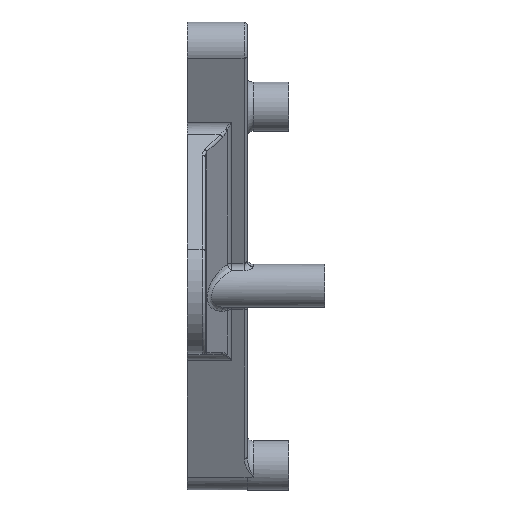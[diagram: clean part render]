
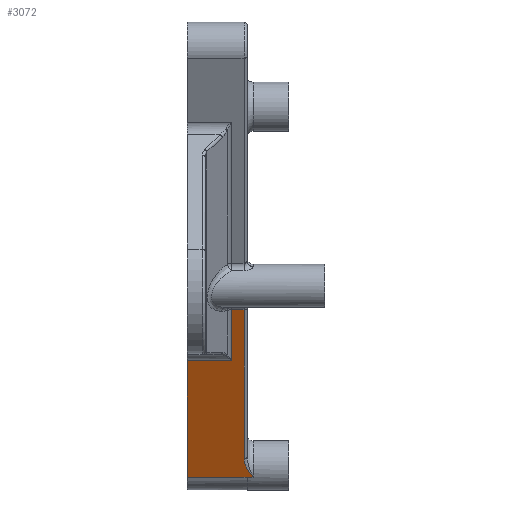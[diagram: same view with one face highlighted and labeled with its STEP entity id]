
A CAD part, top view. The second image highlights one B-rep face of the part: STEP entity #3072.
In plain terms, the highlighted planar face has unit normal (0, -0.484, 0.875).
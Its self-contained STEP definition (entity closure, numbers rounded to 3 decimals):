
#230=CARTESIAN_POINT('Vertex',(91.,-31.985,-71.413)) ;
#233=CARTESIAN_POINT('Line Origine',(85.5,-31.985,-71.413)) ;
#237=CARTESIAN_POINT('Vertex',(81.,-31.985,-71.413)) ;
#936=CARTESIAN_POINT('Vertex',(92.,-31.985,-71.413)) ;
#939=CARTESIAN_POINT('Line Origine',(95.11,-31.985,-71.413)) ;
#2048=CARTESIAN_POINT('Line Origine',(81.,-22.258,-66.031)) ;
#2052=CARTESIAN_POINT('Vertex',(81.,-12.532,-60.649)) ;
#2818=CARTESIAN_POINT('Vertex',(90.5,-28.824,-69.664)) ;
#2822=CARTESIAN_POINT('Control Point',(90.5,-28.824,-69.664)) ;
#2823=CARTESIAN_POINT('Control Point',(90.5,-28.856,-69.681)) ;
#2824=CARTESIAN_POINT('Control Point',(90.501,-28.888,-69.699)) ;
#2825=CARTESIAN_POINT('Control Point',(90.502,-28.92,-69.717)) ;
#2826=CARTESIAN_POINT('Control Point',(90.508,-29.05,-69.788)) ;
#2827=CARTESIAN_POINT('Control Point',(90.523,-29.177,-69.859)) ;
#2828=CARTESIAN_POINT('Control Point',(90.539,-29.272,-69.912)) ;
#2829=CARTESIAN_POINT('Control Point',(90.577,-29.459,-70.015)) ;
#2830=CARTESIAN_POINT('Control Point',(90.629,-29.64,-70.115)) ;
#2831=CARTESIAN_POINT('Control Point',(90.657,-29.729,-70.164)) ;
#2832=CARTESIAN_POINT('Control Point',(90.798,-30.124,-70.383)) ;
#2833=CARTESIAN_POINT('Control Point',(90.982,-30.489,-70.585)) ;
#2834=CARTESIAN_POINT('Control Point',(91.14,-30.757,-70.733)) ;
#2835=CARTESIAN_POINT('Control Point',(91.386,-31.135,-70.943)) ;
#2836=CARTESIAN_POINT('Control Point',(91.643,-31.498,-71.143)) ;
#2837=CARTESIAN_POINT('Control Point',(91.727,-31.614,-71.207)) ;
#2838=CARTESIAN_POINT('Control Point',(91.83,-31.755,-71.285)) ;
#2839=CARTESIAN_POINT('Control Point',(91.933,-31.895,-71.363)) ;
#2840=CARTESIAN_POINT('Control Point',(91.952,-31.92,-71.377)) ;
#2841=CARTESIAN_POINT('Control Point',(91.973,-31.948,-71.392)) ;
#2842=CARTESIAN_POINT('Control Point',(91.994,-31.976,-71.408)) ;
#2843=CARTESIAN_POINT('Control Point',(91.996,-31.979,-71.409)) ;
#2844=CARTESIAN_POINT('Control Point',(91.998,-31.982,-71.411)) ;
#2845=CARTESIAN_POINT('Control Point',(92.,-31.985,-71.413)) ;
#2926=CARTESIAN_POINT('Axis2P3D Location',(91.,38.015,-32.683)) ;
#3036=CARTESIAN_POINT('Line Origine',(89.457,-3.994,-55.926)) ;
#3040=CARTESIAN_POINT('Vertex',(88.414,-3.994,-55.926)) ;
#3042=CARTESIAN_POINT('Vertex',(90.5,-3.994,-55.926)) ;
#3045=CARTESIAN_POINT('Line Origine',(88.414,-8.263,-58.288)) ;
#3049=CARTESIAN_POINT('Vertex',(88.414,-12.532,-60.649)) ;
#3052=CARTESIAN_POINT('Line Origine',(84.707,-12.532,-60.649)) ;
#3057=CARTESIAN_POINT('Line Origine',(90.5,-16.409,-62.795)) ;
#234=DIRECTION('Vector Direction',(-1.,0.,0.)) ;
#940=DIRECTION('Vector Direction',(1.,0.,0.)) ;
#2049=DIRECTION('Vector Direction',(0.,-0.875,-0.484)) ;
#2927=DIRECTION('Axis2P3D Direction',(0.,0.484,-0.875)) ;
#2928=DIRECTION('Axis2P3D XDirection',(0.,-0.875,-0.484)) ;
#3037=DIRECTION('Vector Direction',(1.,0.,0.)) ;
#3046=DIRECTION('Vector Direction',(0.,-0.875,-0.484)) ;
#3053=DIRECTION('Vector Direction',(1.,0.,0.)) ;
#3058=DIRECTION('Vector Direction',(0.,-0.875,-0.484)) ;
#2929=AXIS2_PLACEMENT_3D('Plane Axis2P3D',#2926,#2927,#2928) ;
#3063=ORIENTED_EDGE('',*,*,#3044,.F.) ;
#3064=ORIENTED_EDGE('',*,*,#3051,.T.) ;
#3065=ORIENTED_EDGE('',*,*,#3056,.F.) ;
#3066=ORIENTED_EDGE('',*,*,#2054,.F.) ;
#3067=ORIENTED_EDGE('',*,*,#239,.F.) ;
#3068=ORIENTED_EDGE('',*,*,#943,.F.) ;
#3069=ORIENTED_EDGE('',*,*,#2846,.T.) ;
#3070=ORIENTED_EDGE('',*,*,#3061,.T.) ;
#235=VECTOR('Line Direction',#234,1.) ;
#941=VECTOR('Line Direction',#940,1.) ;
#2050=VECTOR('Line Direction',#2049,1.) ;
#3038=VECTOR('Line Direction',#3037,1.) ;
#3047=VECTOR('Line Direction',#3046,1.) ;
#3054=VECTOR('Line Direction',#3053,1.) ;
#3059=VECTOR('Line Direction',#3058,1.) ;
#3072=ADVANCED_FACE('Main holder 1',(#3071),#2930,.F.) ;
#2821=B_SPLINE_CURVE_WITH_KNOTS('',5,(#2822,#2823,#2824,#2825,#2826,#2827,#2828,#2829,#2830,#2831,#2832,#2833,#2834,#2835,#2836,#2837,#2838,#2839,#2840,#2841,#2842,#2843,#2844,#2845),.UNSPECIFIED.,.F.,.U.,(6,3,3,3,3,3,3,6),(4.837,5.078,5.818,6.558,9.164,10.41,10.684,10.715),.UNSPECIFIED.) ;
#239=EDGE_CURVE('',#231,#238,#236,.T.) ;
#943=EDGE_CURVE('',#937,#231,#942,.F.) ;
#2054=EDGE_CURVE('',#238,#2053,#2051,.F.) ;
#2846=EDGE_CURVE('',#937,#2819,#2821,.F.) ;
#3044=EDGE_CURVE('',#3041,#3043,#3039,.T.) ;
#3051=EDGE_CURVE('',#3041,#3050,#3048,.T.) ;
#3056=EDGE_CURVE('',#2053,#3050,#3055,.T.) ;
#3061=EDGE_CURVE('',#2819,#3043,#3060,.F.) ;
#3062=EDGE_LOOP('',(#3063,#3064,#3065,#3066,#3067,#3068,#3069,#3070)) ;
#3071=FACE_OUTER_BOUND('',#3062,.T.) ;
#236=LINE('Line',#233,#235) ;
#942=LINE('Line',#939,#941) ;
#2051=LINE('Line',#2048,#2050) ;
#3039=LINE('Line',#3036,#3038) ;
#3048=LINE('Line',#3045,#3047) ;
#3055=LINE('Line',#3052,#3054) ;
#3060=LINE('Line',#3057,#3059) ;
#2930=PLANE('Plane',#2929) ;
#231=VERTEX_POINT('',#230) ;
#238=VERTEX_POINT('',#237) ;
#937=VERTEX_POINT('',#936) ;
#2053=VERTEX_POINT('',#2052) ;
#2819=VERTEX_POINT('',#2818) ;
#3041=VERTEX_POINT('',#3040) ;
#3043=VERTEX_POINT('',#3042) ;
#3050=VERTEX_POINT('',#3049) ;
